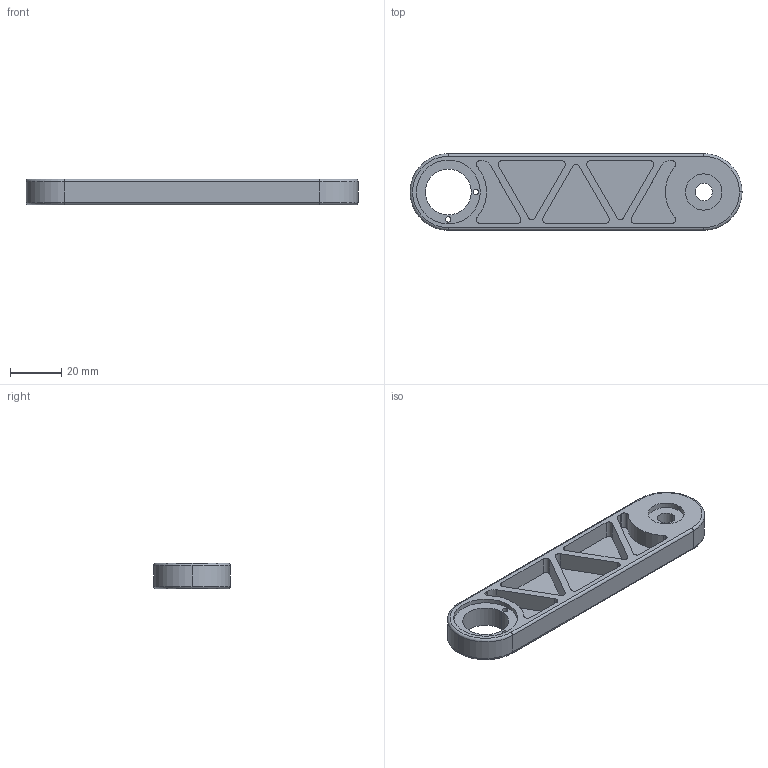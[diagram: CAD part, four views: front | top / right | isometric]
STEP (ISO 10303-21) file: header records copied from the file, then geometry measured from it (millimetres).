
FILE_DESCRIPTION (( 'STEP AP214' ), '1' );
FILE_NAME ('SH-023-100-100_00.STEP', '2024-11-28T18:10:49', ( '' ), ( '' ), 'SwSTEP 2.0', 'SolidWorks 2022', '' );
FILE_SCHEMA (( 'AUTOMOTIVE_DESIGN' ));
Length unit declared in the file: millimetre
Products named in the file (1): SH-023-100-100_00
Bounding box: 130 x 30 x 10 mm (x, y, z)
Volume: 22951.2 mm3; surface area: 13182.7 mm2
Topology: 1 solids, 1 shells, 77 faces, 196 edges, 128 vertices
Faces by surface type: cylinder 45, plane 26, torus 6
Entity records: 2438 total; most frequent: DIRECTION 452, CARTESIAN_POINT 402, ORIENTED_EDGE 392, EDGE_CURVE 196, AXIS2_PLACEMENT_3D 178, VERTEX_POINT 128, CIRCLE 100, LINE 96
